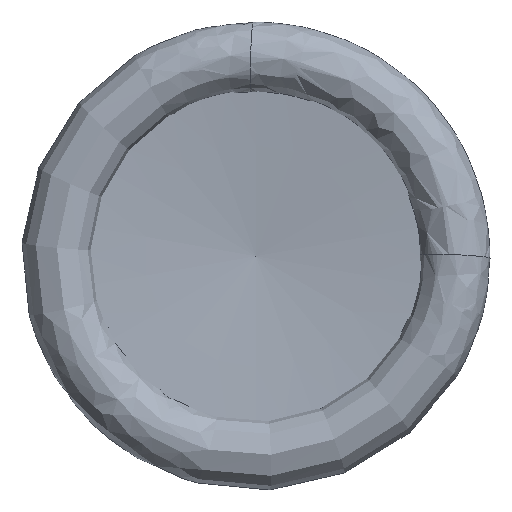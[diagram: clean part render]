
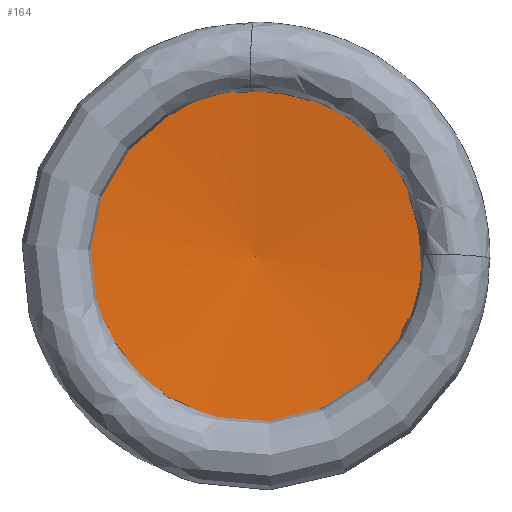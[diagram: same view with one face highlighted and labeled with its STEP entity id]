
A CAD part, left-side view. The second image highlights one B-rep face of the part: STEP entity #164.
In plain terms, the highlighted conical face has half-angle 85 degrees and reference radius 28.444 mm.
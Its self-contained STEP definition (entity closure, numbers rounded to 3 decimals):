
#45=VERTEX_LOOP('',#258);
#47=CONICAL_SURFACE('',#310,28.444,85.);
#164=ADVANCED_FACE('',(#191,#192),#47,.F.);
#191=FACE_BOUND('',#218,.T.);
#192=FACE_BOUND('',#45,.T.);
#218=EDGE_LOOP('',(#244));
#244=ORIENTED_EDGE('',*,*,#271,.T.);
#257=VERTEX_POINT('',#476);
#258=VERTEX_POINT('',#478);
#271=EDGE_CURVE('',#257,#257,#284,.T.);
#284=CIRCLE('',#308,28.444);
#308=AXIS2_PLACEMENT_3D('',#475,#357,#358);
#310=AXIS2_PLACEMENT_3D('',#479,#361,#362);
#357=DIRECTION('',(-1.,0.,0.));
#358=DIRECTION('',(0.,0.,1.));
#361=DIRECTION('',(-1.,0.,0.));
#362=DIRECTION('',(0.,0.,1.));
#475=CARTESIAN_POINT('',(5.064,0.,0.));
#476=CARTESIAN_POINT('',(5.064,0.,28.444));
#478=CARTESIAN_POINT('',(7.553,0.,0.));
#479=CARTESIAN_POINT('',(5.064,0.,0.));
